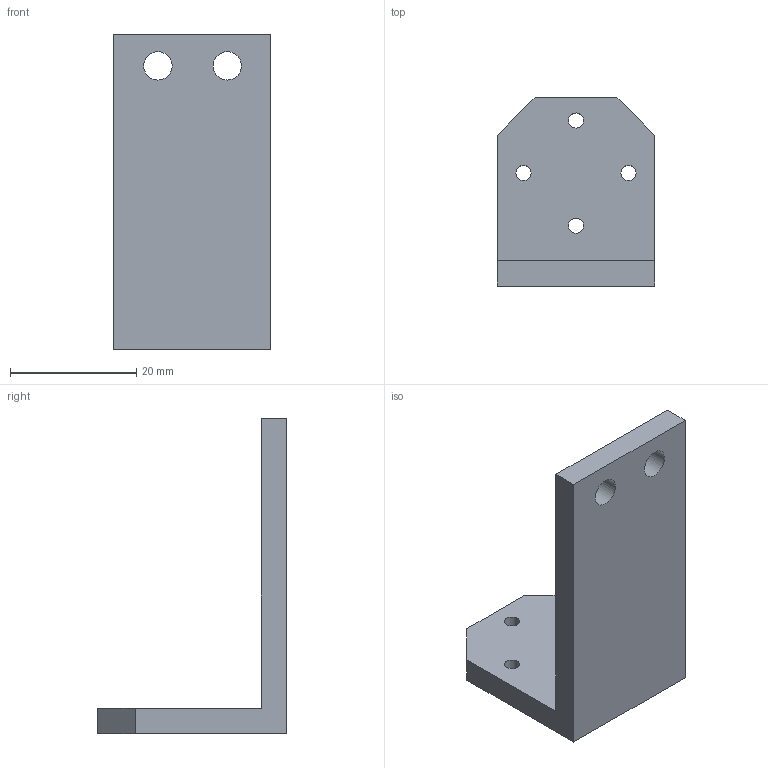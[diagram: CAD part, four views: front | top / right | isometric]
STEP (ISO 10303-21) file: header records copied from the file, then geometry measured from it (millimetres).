
FILE_DESCRIPTION(/* description */ (''),/* implementation_level */ '2;1');
FILE_NAME(/* name */ 'MotorBrakett Rails.stp',/* time_stamp */ '2025-04-21T21:21:33+02:00',/* author */ ('roone'),/* organization */ (''),/* preprocessor_version */ 'ST-DEVELOPER v20',/* originating_system */ 'Autodesk Inventor 2025',/* authorisation */ '');
FILE_SCHEMA (('AUTOMOTIVE_DESIGN { 1 0 10303 214 3 1 1 }'));
Length unit declared in the file: millimetre
Products named in the file (1): MotorBrakett Rails
Bounding box: 25 x 30 x 50 mm (x, y, z)
Volume: 7256.4 mm3; surface area: 4641.8 mm2
Topology: 1 solids, 1 shells, 16 faces, 42 edges, 28 vertices
Faces by surface type: plane 10, cylinder 6
Full cylindrical faces by diameter (mm): 2.4 x4, 4.5 x2
Entity records: 568 total; most frequent: DIRECTION 88, CARTESIAN_POINT 87, ORIENTED_EDGE 84, EDGE_CURVE 42, LINE 30, VECTOR 30, AXIS2_PLACEMENT_3D 29, EDGE_LOOP 28
